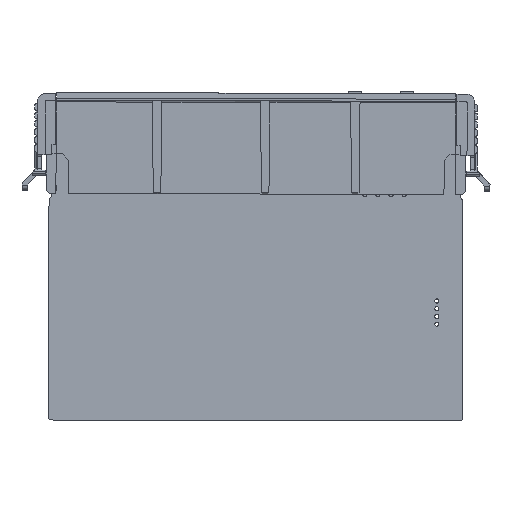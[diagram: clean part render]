
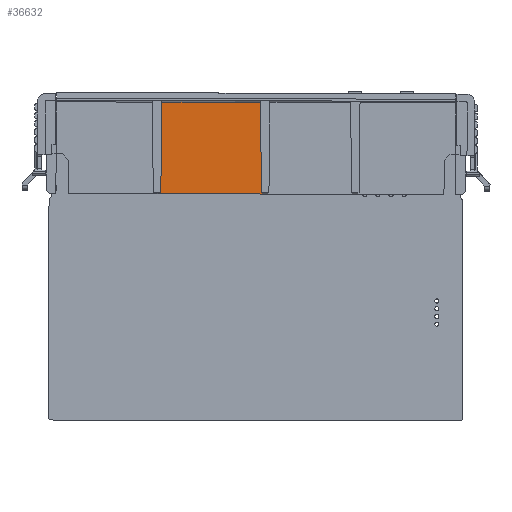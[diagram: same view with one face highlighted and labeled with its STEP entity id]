
A CAD part, left-side view. The second image highlights one B-rep face of the part: STEP entity #36632.
In plain terms, the highlighted planar face has unit normal (-1, 0, -0.009).
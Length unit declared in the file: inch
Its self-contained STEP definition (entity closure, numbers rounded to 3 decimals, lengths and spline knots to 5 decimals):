
#4429 = VERTEX_POINT ( 'NONE', #25946 ) ;
#5327 = LINE ( 'NONE', #5678, #44528 ) ;
#5678 = CARTESIAN_POINT ( 'NONE',  ( -0.44316, 1.91562, 1.18591 ) ) ;
#6281 = CARTESIAN_POINT ( 'NONE',  ( -0.43704, 0.73692, 0.48212 ) ) ;
#6480 = LINE ( 'NONE', #38959, #9886 ) ;
#6809 = ORIENTED_EDGE ( 'NONE', *, *, #68397, .T. ) ;
#6840 = CARTESIAN_POINT ( 'NONE',  ( -0.44316, 0.71714, 1.18297 ) ) ;
#6842 = AXIS2_PLACEMENT_3D ( 'NONE', #38906, #21450, #38565 ) ;
#9562 = VECTOR ( 'NONE', #39679, 39.37008 ) ;
#9886 = VECTOR ( 'NONE', #50008, 39.37008 ) ;
#10333 = CARTESIAN_POINT ( 'NONE',  ( -0.43715, 0.72484, 0.49394 ) ) ;
#10669 = DIRECTION ( 'NONE',  ( 0.006, 0.715, -0.699 ) ) ;
#11074 = PLANE ( 'NONE',  #6842 ) ;
#11839 = VERTEX_POINT ( 'NONE', #57729 ) ;
#12537 = DIRECTION ( 'NONE',  ( -0.009, 0.006, 1. ) ) ;
#17885 = CARTESIAN_POINT ( 'NONE',  ( -0.43715, -0.04333, 0.49205 ) ) ;
#21149 = VECTOR ( 'NONE', #10669, 39.37008 ) ;
#21450 = DIRECTION ( 'NONE',  ( -1., 0., -0.009 ) ) ;
#22496 = ORIENTED_EDGE ( 'NONE', *, *, #42864, .T. ) ;
#23062 = DIRECTION ( 'NONE',  ( 0., -1., -0.002 ) ) ;
#25946 = CARTESIAN_POINT ( 'NONE',  ( -0.44316, 0.71714, 1.18297 ) ) ;
#30946 = EDGE_CURVE ( 'NONE', #40555, #36880, #54561, .T. ) ;
#32090 = DIRECTION ( 'NONE',  ( 0., 1., 0.002 ) ) ;
#33499 = CARTESIAN_POINT ( 'NONE',  ( -0.43704, -0.05536, 0.48018 ) ) ;
#33540 = EDGE_LOOP ( 'NONE', ( #22496, #33631, #62009, #58045, #45009, #6809 ) ) ;
#33631 = ORIENTED_EDGE ( 'NONE', *, *, #30946, .T. ) ;
#34058 = EDGE_CURVE ( 'NONE', #11839, #34388, #6480, .T. ) ;
#34388 = VERTEX_POINT ( 'NONE', #33499 ) ;
#36632 = ADVANCED_FACE ( 'NONE', ( #53549 ), #11074, .T. ) ;
#36880 = VERTEX_POINT ( 'NONE', #6281 ) ;
#38250 = VECTOR ( 'NONE', #23062, 39.37008 ) ;
#38565 = DIRECTION ( 'NONE',  ( -0.009, 0., 1. ) ) ;
#38906 = CARTESIAN_POINT ( 'NONE',  ( -0.43701, 1.91735, 0.48108 ) ) ;
#38959 = CARTESIAN_POINT ( 'NONE',  ( -0.43715, -0.04333, 0.49205 ) ) ;
#39679 = DIRECTION ( 'NONE',  ( 0.009, 0.011, -1. ) ) ;
#39862 = LINE ( 'NONE', #50892, #38250 ) ;
#40555 = VERTEX_POINT ( 'NONE', #57428 ) ;
#41743 = EDGE_CURVE ( 'NONE', #11839, #41797, #61035, .T. ) ;
#41797 = VERTEX_POINT ( 'NONE', #67460 ) ;
#42864 = EDGE_CURVE ( 'NONE', #4429, #40555, #50011, .T. ) ;
#44528 = VECTOR ( 'NONE', #32090, 39.37008 ) ;
#45009 = ORIENTED_EDGE ( 'NONE', *, *, #41743, .T. ) ;
#45055 = EDGE_CURVE ( 'NONE', #36880, #34388, #39862, .T. ) ;
#50008 = DIRECTION ( 'NONE',  ( 0.006, -0.712, -0.703 ) ) ;
#50011 = LINE ( 'NONE', #6840, #9562 ) ;
#50892 = CARTESIAN_POINT ( 'NONE',  ( -0.43704, 1.63212, 0.48432 ) ) ;
#53549 = FACE_OUTER_BOUND ( 'NONE', #33540, .T. ) ;
#54561 = LINE ( 'NONE', #10333, #21149 ) ;
#57428 = CARTESIAN_POINT ( 'NONE',  ( -0.43715, 0.72484, 0.49394 ) ) ;
#57729 = CARTESIAN_POINT ( 'NONE',  ( -0.43715, -0.04333, 0.49205 ) ) ;
#58045 = ORIENTED_EDGE ( 'NONE', *, *, #34058, .F. ) ;
#61035 = LINE ( 'NONE', #17885, #66415 ) ;
#62009 = ORIENTED_EDGE ( 'NONE', *, *, #45055, .T. ) ;
#66415 = VECTOR ( 'NONE', #12537, 39.37008 ) ;
#67460 = CARTESIAN_POINT ( 'NONE',  ( -0.44316, -0.03901, 1.18111 ) ) ;
#68397 = EDGE_CURVE ( 'NONE', #41797, #4429, #5327, .T. ) ;
